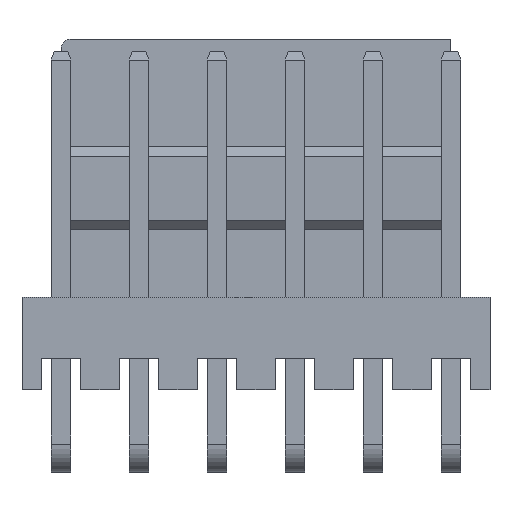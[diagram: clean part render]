
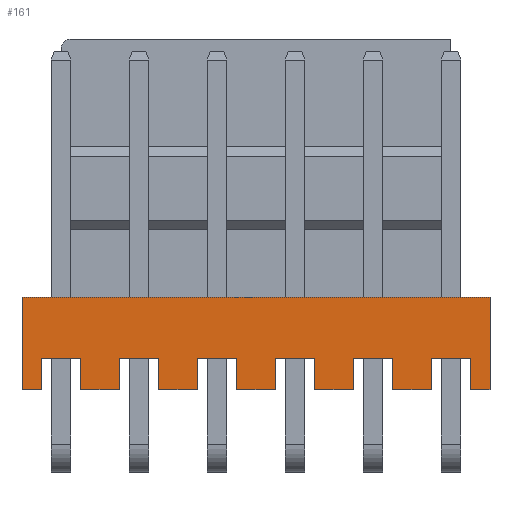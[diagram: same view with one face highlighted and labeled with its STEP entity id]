
A CAD part, top view. The second image highlights one B-rep face of the part: STEP entity #161.
In plain terms, the highlighted planar face has unit normal (0, 0, 1).
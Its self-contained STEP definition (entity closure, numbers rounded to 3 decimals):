
#161=ADVANCED_FACE('',(#1688),#1690,.T.);
#1688=FACE_BOUND('',#1689,.T.);
#1689=EDGE_LOOP('',(#2927,#2928,#2929,#2930,#2931,#2932,#2933,#2934,#2935,#2936,
#2937,#2938,#2939,#2940,#2941,#2942,#2943,#2944,#2945,#2946,#2947,#2948,#2949,#2950,
#2951,#2952,#2953,#2954));
#1690=PLANE('',#1691);
#1691=AXIS2_PLACEMENT_3D('',#1692,#1693,#1694);
#1692=CARTESIAN_POINT('',(-1.27,2.38,5.9));
#1693=DIRECTION('',(0.,0.,1.));
#1694=DIRECTION('',(1.,0.,-0.));
#2927=ORIENTED_EDGE('',*,*,#3691,.T.);
#2928=ORIENTED_EDGE('',*,*,#3666,.F.);
#2929=ORIENTED_EDGE('',*,*,#3744,.F.);
#2930=ORIENTED_EDGE('',*,*,#3745,.T.);
#2931=ORIENTED_EDGE('',*,*,#3746,.T.);
#2932=ORIENTED_EDGE('',*,*,#3747,.T.);
#2933=ORIENTED_EDGE('',*,*,#3748,.T.);
#2934=ORIENTED_EDGE('',*,*,#3749,.T.);
#2935=ORIENTED_EDGE('',*,*,#3750,.T.);
#2936=ORIENTED_EDGE('',*,*,#3751,.T.);
#2937=ORIENTED_EDGE('',*,*,#3752,.T.);
#2938=ORIENTED_EDGE('',*,*,#3753,.T.);
#2939=ORIENTED_EDGE('',*,*,#3754,.T.);
#2940=ORIENTED_EDGE('',*,*,#3755,.T.);
#2941=ORIENTED_EDGE('',*,*,#3756,.T.);
#2942=ORIENTED_EDGE('',*,*,#3757,.T.);
#2943=ORIENTED_EDGE('',*,*,#3758,.T.);
#2944=ORIENTED_EDGE('',*,*,#3759,.T.);
#2945=ORIENTED_EDGE('',*,*,#3760,.T.);
#2946=ORIENTED_EDGE('',*,*,#3761,.T.);
#2947=ORIENTED_EDGE('',*,*,#3762,.T.);
#2948=ORIENTED_EDGE('',*,*,#3763,.T.);
#2949=ORIENTED_EDGE('',*,*,#3764,.T.);
#2950=ORIENTED_EDGE('',*,*,#3765,.T.);
#2951=ORIENTED_EDGE('',*,*,#3766,.T.);
#2952=ORIENTED_EDGE('',*,*,#3767,.T.);
#2953=ORIENTED_EDGE('',*,*,#3768,.T.);
#2954=ORIENTED_EDGE('',*,*,#3769,.T.);
#3666=EDGE_CURVE('',#4095,#4082,#4097,.T.);
#3691=EDGE_CURVE('',#4146,#4082,#4147,.T.);
#3744=EDGE_CURVE('',#4239,#4095,#4241,.T.);
#3745=EDGE_CURVE('',#4239,#4242,#4243,.T.);
#3746=EDGE_CURVE('',#4242,#4244,#4245,.T.);
#3747=EDGE_CURVE('',#4244,#4246,#4247,.T.);
#3748=EDGE_CURVE('',#4246,#4248,#4249,.T.);
#3749=EDGE_CURVE('',#4248,#4250,#4251,.T.);
#3750=EDGE_CURVE('',#4250,#4252,#4253,.T.);
#3751=EDGE_CURVE('',#4252,#4254,#4255,.T.);
#3752=EDGE_CURVE('',#4254,#4256,#4257,.T.);
#3753=EDGE_CURVE('',#4256,#4258,#4259,.T.);
#3754=EDGE_CURVE('',#4258,#4260,#4261,.T.);
#3755=EDGE_CURVE('',#4260,#4262,#4263,.T.);
#3756=EDGE_CURVE('',#4262,#4264,#4265,.T.);
#3757=EDGE_CURVE('',#4264,#4266,#4267,.T.);
#3758=EDGE_CURVE('',#4266,#4268,#4269,.T.);
#3759=EDGE_CURVE('',#4268,#4270,#4271,.T.);
#3760=EDGE_CURVE('',#4270,#4272,#4273,.T.);
#3761=EDGE_CURVE('',#4272,#4274,#4275,.T.);
#3762=EDGE_CURVE('',#4274,#4276,#4277,.T.);
#3763=EDGE_CURVE('',#4276,#4278,#4279,.T.);
#3764=EDGE_CURVE('',#4278,#4280,#4281,.T.);
#3765=EDGE_CURVE('',#4280,#4282,#4283,.T.);
#3766=EDGE_CURVE('',#4282,#4284,#4285,.T.);
#3767=EDGE_CURVE('',#4284,#4286,#4287,.T.);
#3768=EDGE_CURVE('',#4286,#4288,#4289,.T.);
#3769=EDGE_CURVE('',#4288,#4146,#4290,.T.);
#4082=VERTEX_POINT('',#4771);
#4095=VERTEX_POINT('',#4796);
#4097=LINE('',#4800,#4801);
#4146=VERTEX_POINT('',#4899);
#4147=LINE('',#4900,#4901);
#4239=VERTEX_POINT('',#5098);
#4241=LINE('',#5102,#5103);
#4242=VERTEX_POINT('',#5105);
#4243=LINE('',#5106,#5107);
#4244=VERTEX_POINT('',#5109);
#4245=LINE('',#5110,#5111);
#4246=VERTEX_POINT('',#5113);
#4247=LINE('',#5114,#5115);
#4248=VERTEX_POINT('',#5117);
#4249=LINE('',#5118,#5119);
#4250=VERTEX_POINT('',#5121);
#4251=LINE('',#5122,#5123);
#4252=VERTEX_POINT('',#5125);
#4253=LINE('',#5126,#5127);
#4254=VERTEX_POINT('',#5129);
#4255=LINE('',#5130,#5131);
#4256=VERTEX_POINT('',#5133);
#4257=LINE('',#5134,#5135);
#4258=VERTEX_POINT('',#5137);
#4259=LINE('',#5138,#5139);
#4260=VERTEX_POINT('',#5141);
#4261=LINE('',#5142,#5143);
#4262=VERTEX_POINT('',#5145);
#4263=LINE('',#5146,#5147);
#4264=VERTEX_POINT('',#5149);
#4265=LINE('',#5150,#5151);
#4266=VERTEX_POINT('',#5153);
#4267=LINE('',#5154,#5155);
#4268=VERTEX_POINT('',#5157);
#4269=LINE('',#5158,#5159);
#4270=VERTEX_POINT('',#5161);
#4271=LINE('',#5162,#5163);
#4272=VERTEX_POINT('',#5165);
#4273=LINE('',#5166,#5167);
#4274=VERTEX_POINT('',#5169);
#4275=LINE('',#5170,#5171);
#4276=VERTEX_POINT('',#5173);
#4277=LINE('',#5174,#5175);
#4278=VERTEX_POINT('',#5177);
#4279=LINE('',#5178,#5179);
#4280=VERTEX_POINT('',#5181);
#4281=LINE('',#5182,#5183);
#4282=VERTEX_POINT('',#5185);
#4283=LINE('',#5186,#5187);
#4284=VERTEX_POINT('',#5189);
#4285=LINE('',#5190,#5191);
#4286=VERTEX_POINT('',#5193);
#4287=LINE('',#5194,#5195);
#4288=VERTEX_POINT('',#5197);
#4289=LINE('',#5198,#5199);
#4290=LINE('',#5201,#5202);
#4771=CARTESIAN_POINT('',(13.97,5.38,5.9));
#4796=CARTESIAN_POINT('',(-1.27,5.38,5.9));
#4800=CARTESIAN_POINT('',(-1.27,5.38,5.9));
#4801=VECTOR('',#4802,1.);
#4802=DIRECTION('',(1.,0.,0.));
#4899=CARTESIAN_POINT('',(13.97,2.38,5.9));
#4900=CARTESIAN_POINT('',(13.97,2.38,5.9));
#4901=VECTOR('',#4902,1.);
#4902=DIRECTION('',(0.,1.,0.));
#5098=CARTESIAN_POINT('',(-1.27,2.38,5.9));
#5102=CARTESIAN_POINT('',(-1.27,2.38,5.9));
#5103=VECTOR('',#5104,1.);
#5104=DIRECTION('',(0.,1.,0.));
#5105=CARTESIAN_POINT('',(-0.65,2.38,5.9));
#5106=CARTESIAN_POINT('',(-1.27,2.38,5.9));
#5107=VECTOR('',#5108,1.);
#5108=DIRECTION('',(1.,0.,0.));
#5109=CARTESIAN_POINT('',(-0.65,3.38,5.9));
#5110=CARTESIAN_POINT('',(-0.65,2.38,5.9));
#5111=VECTOR('',#5112,1.);
#5112=DIRECTION('',(0.,1.,0.));
#5113=CARTESIAN_POINT('',(0.65,3.38,5.9));
#5114=CARTESIAN_POINT('',(-0.65,3.38,5.9));
#5115=VECTOR('',#5116,1.);
#5116=DIRECTION('',(1.,0.,0.));
#5117=CARTESIAN_POINT('',(0.65,2.38,5.9));
#5118=CARTESIAN_POINT('',(0.65,3.38,5.9));
#5119=VECTOR('',#5120,1.);
#5120=DIRECTION('',(0.,-1.,0.));
#5121=CARTESIAN_POINT('',(1.89,2.38,5.9));
#5122=CARTESIAN_POINT('',(0.65,2.38,5.9));
#5123=VECTOR('',#5124,1.);
#5124=DIRECTION('',(1.,0.,0.));
#5125=CARTESIAN_POINT('',(1.89,3.38,5.9));
#5126=CARTESIAN_POINT('',(1.89,2.38,5.9));
#5127=VECTOR('',#5128,1.);
#5128=DIRECTION('',(0.,1.,0.));
#5129=CARTESIAN_POINT('',(3.19,3.38,5.9));
#5130=CARTESIAN_POINT('',(1.89,3.38,5.9));
#5131=VECTOR('',#5132,1.);
#5132=DIRECTION('',(1.,0.,0.));
#5133=CARTESIAN_POINT('',(3.19,2.38,5.9));
#5134=CARTESIAN_POINT('',(3.19,3.38,5.9));
#5135=VECTOR('',#5136,1.);
#5136=DIRECTION('',(0.,-1.,0.));
#5137=CARTESIAN_POINT('',(4.43,2.38,5.9));
#5138=CARTESIAN_POINT('',(3.19,2.38,5.9));
#5139=VECTOR('',#5140,1.);
#5140=DIRECTION('',(1.,0.,0.));
#5141=CARTESIAN_POINT('',(4.43,3.38,5.9));
#5142=CARTESIAN_POINT('',(4.43,2.38,5.9));
#5143=VECTOR('',#5144,1.);
#5144=DIRECTION('',(0.,1.,0.));
#5145=CARTESIAN_POINT('',(5.73,3.38,5.9));
#5146=CARTESIAN_POINT('',(4.43,3.38,5.9));
#5147=VECTOR('',#5148,1.);
#5148=DIRECTION('',(1.,0.,0.));
#5149=CARTESIAN_POINT('',(5.73,2.38,5.9));
#5150=CARTESIAN_POINT('',(5.73,3.38,5.9));
#5151=VECTOR('',#5152,1.);
#5152=DIRECTION('',(0.,-1.,0.));
#5153=CARTESIAN_POINT('',(6.97,2.38,5.9));
#5154=CARTESIAN_POINT('',(5.73,2.38,5.9));
#5155=VECTOR('',#5156,1.);
#5156=DIRECTION('',(1.,0.,0.));
#5157=CARTESIAN_POINT('',(6.97,3.38,5.9));
#5158=CARTESIAN_POINT('',(6.97,2.38,5.9));
#5159=VECTOR('',#5160,1.);
#5160=DIRECTION('',(0.,1.,0.));
#5161=CARTESIAN_POINT('',(8.27,3.38,5.9));
#5162=CARTESIAN_POINT('',(6.97,3.38,5.9));
#5163=VECTOR('',#5164,1.);
#5164=DIRECTION('',(1.,0.,0.));
#5165=CARTESIAN_POINT('',(8.27,2.38,5.9));
#5166=CARTESIAN_POINT('',(8.27,3.38,5.9));
#5167=VECTOR('',#5168,1.);
#5168=DIRECTION('',(0.,-1.,0.));
#5169=CARTESIAN_POINT('',(9.51,2.38,5.9));
#5170=CARTESIAN_POINT('',(8.27,2.38,5.9));
#5171=VECTOR('',#5172,1.);
#5172=DIRECTION('',(1.,0.,0.));
#5173=CARTESIAN_POINT('',(9.51,3.38,5.9));
#5174=CARTESIAN_POINT('',(9.51,2.38,5.9));
#5175=VECTOR('',#5176,1.);
#5176=DIRECTION('',(0.,1.,0.));
#5177=CARTESIAN_POINT('',(10.81,3.38,5.9));
#5178=CARTESIAN_POINT('',(9.51,3.38,5.9));
#5179=VECTOR('',#5180,1.);
#5180=DIRECTION('',(1.,0.,0.));
#5181=CARTESIAN_POINT('',(10.81,2.38,5.9));
#5182=CARTESIAN_POINT('',(10.81,3.38,5.9));
#5183=VECTOR('',#5184,1.);
#5184=DIRECTION('',(0.,-1.,0.));
#5185=CARTESIAN_POINT('',(12.05,2.38,5.9));
#5186=CARTESIAN_POINT('',(10.81,2.38,5.9));
#5187=VECTOR('',#5188,1.);
#5188=DIRECTION('',(1.,0.,0.));
#5189=CARTESIAN_POINT('',(12.05,3.38,5.9));
#5190=CARTESIAN_POINT('',(12.05,2.38,5.9));
#5191=VECTOR('',#5192,1.);
#5192=DIRECTION('',(0.,1.,0.));
#5193=CARTESIAN_POINT('',(13.35,3.38,5.9));
#5194=CARTESIAN_POINT('',(12.05,3.38,5.9));
#5195=VECTOR('',#5196,1.);
#5196=DIRECTION('',(1.,0.,0.));
#5197=CARTESIAN_POINT('',(13.35,2.38,5.9));
#5198=CARTESIAN_POINT('',(13.35,3.38,5.9));
#5199=VECTOR('',#5200,1.);
#5200=DIRECTION('',(0.,-1.,0.));
#5201=CARTESIAN_POINT('',(13.35,2.38,5.9));
#5202=VECTOR('',#5203,1.);
#5203=DIRECTION('',(1.,0.,0.));
